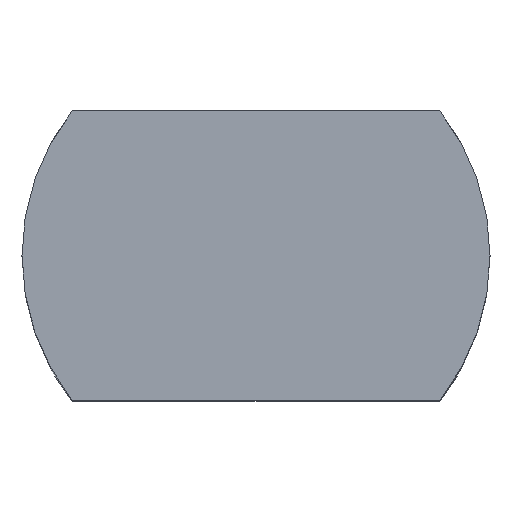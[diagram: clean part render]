
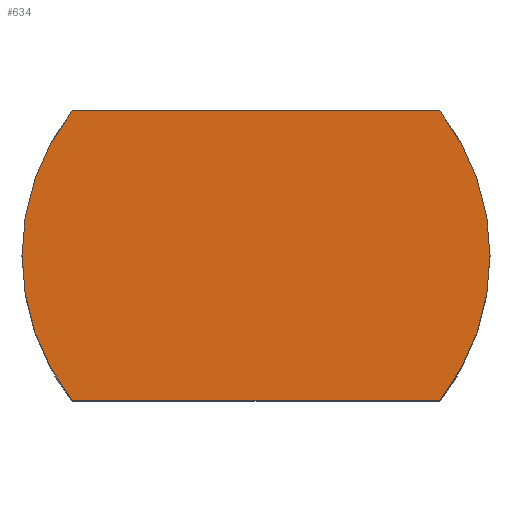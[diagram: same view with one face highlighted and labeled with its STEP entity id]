
A CAD part, top view. The second image highlights one B-rep face of the part: STEP entity #634.
In plain terms, the highlighted planar face has unit normal (0, 0, 1).
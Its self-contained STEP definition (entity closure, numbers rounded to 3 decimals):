
#48=LINE('',#950,#78);
#49=LINE('',#954,#79);
#78=VECTOR('',#795,1000.);
#79=VECTOR('',#798,1000.);
#98=PLANE('',#682);
#167=ORIENTED_EDGE('',*,*,#267,.F.);
#168=ORIENTED_EDGE('',*,*,#268,.F.);
#169=ORIENTED_EDGE('',*,*,#269,.F.);
#170=ORIENTED_EDGE('',*,*,#270,.F.);
#267=EDGE_CURVE('',#319,#320,#339,.T.);
#268=EDGE_CURVE('',#321,#319,#48,.T.);
#269=EDGE_CURVE('',#322,#321,#340,.T.);
#270=EDGE_CURVE('',#320,#322,#49,.T.);
#319=VERTEX_POINT('',#948);
#320=VERTEX_POINT('',#949);
#321=VERTEX_POINT('',#951);
#322=VERTEX_POINT('',#953);
#339=CIRCLE('',#683,3.5);
#340=CIRCLE('',#684,3.5);
#370=EDGE_LOOP('',(#167,#168,#169,#170));
#408=FACE_BOUND('',#370,.T.);
#634=ADVANCED_FACE('',(#408),#98,.F.);
#682=AXIS2_PLACEMENT_3D('',#946,#791,#792);
#683=AXIS2_PLACEMENT_3D('',#947,#793,#794);
#684=AXIS2_PLACEMENT_3D('',#952,#796,#797);
#791=DIRECTION('',(0.,0.,-1.));
#792=DIRECTION('',(-1.,0.,0.));
#793=DIRECTION('',(0.,0.,-1.));
#794=DIRECTION('',(1.,0.,0.));
#795=DIRECTION('',(-1.,0.,0.));
#796=DIRECTION('',(0.,0.,-1.));
#797=DIRECTION('',(-1.,0.,0.));
#798=DIRECTION('',(1.,0.,0.));
#946=CARTESIAN_POINT('',(0.,0.,7.));
#947=CARTESIAN_POINT('',(0.,0.,7.));
#948=CARTESIAN_POINT('',(-2.75,-2.165,7.));
#949=CARTESIAN_POINT('',(-2.75,2.165,7.));
#950=CARTESIAN_POINT('',(2.75,-2.165,7.));
#951=CARTESIAN_POINT('',(2.75,-2.165,7.));
#952=CARTESIAN_POINT('',(0.,0.,7.));
#953=CARTESIAN_POINT('',(2.75,2.165,7.));
#954=CARTESIAN_POINT('',(-2.75,2.165,7.));
